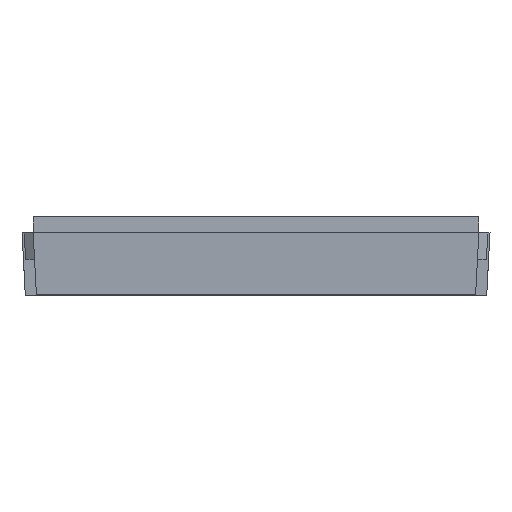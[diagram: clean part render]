
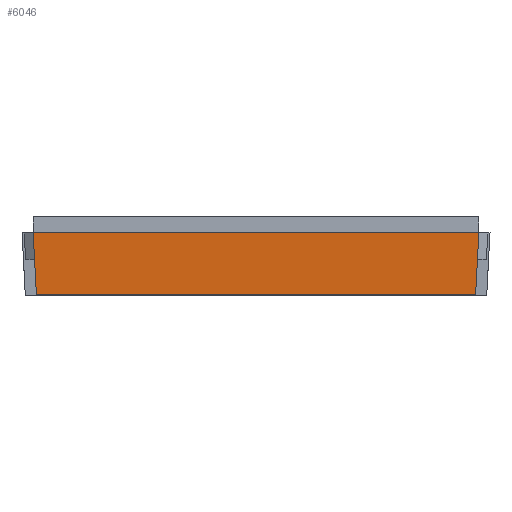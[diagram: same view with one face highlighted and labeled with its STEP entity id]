
A CAD part, top view. The second image highlights one B-rep face of the part: STEP entity #6046.
In plain terms, the highlighted free-form (B-spline) face has degree [1, 1] with [2, 2] control points.
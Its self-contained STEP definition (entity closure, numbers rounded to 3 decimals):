
#4310 = B_SPLINE_SURFACE_WITH_KNOTS('',1,1,(
    (#4311,#4312)
    ,(#4313,#4314
    )),.UNSPECIFIED.,.F.,.F.,.F.,(2,2),(2,2),(0.,1.),(0.,1.),
  .PIECEWISE_BEZIER_KNOTS.);
#4311 = CARTESIAN_POINT('',(-10.353,-2.8,0.147));
#4312 = CARTESIAN_POINT('',(10.353,-2.8,0.147));
#4313 = CARTESIAN_POINT('',(-10.353,-2.8,10.853));
#4314 = CARTESIAN_POINT('',(10.353,-2.8,10.853));
#4468 = VERTEX_POINT('',#4469);
#4469 = CARTESIAN_POINT('',(-9.853,-2.8,10.853));
#4482 = B_SPLINE_SURFACE_WITH_KNOTS('',1,1,(
    (#4483,#4484)
    ,(#4485,#4486
    )),.UNSPECIFIED.,.F.,.F.,.F.,(2,2),(2,2),(0.,1.),(0.,1.),
  .PIECEWISE_BEZIER_KNOTS.);
#4483 = CARTESIAN_POINT('',(-10.,0.,4.653));
#4484 = CARTESIAN_POINT('',(-10.,0.,11.));
#4485 = CARTESIAN_POINT('',(-9.853,-2.8,4.653));
#4486 = CARTESIAN_POINT('',(-9.853,-2.8,11.));
#4493 = EDGE_CURVE('',#4468,#4494,#4496,.T.);
#4494 = VERTEX_POINT('',#4495);
#4495 = CARTESIAN_POINT('',(9.853,-2.8,10.853));
#4496 = SURFACE_CURVE('',#4497,(#4501,#4507),.PCURVE_S1.);
#4497 = LINE('',#4498,#4499);
#4498 = CARTESIAN_POINT('',(-9.853,-2.8,10.853));
#4499 = VECTOR('',#4500,1.);
#4500 = DIRECTION('',(1.,0.,0.));
#4501 = PCURVE('',#4310,#4502);
#4502 = DEFINITIONAL_REPRESENTATION('',(#4503),#4506);
#4503 = B_SPLINE_CURVE_WITH_KNOTS('',1,(#4504,#4505),.UNSPECIFIED.,.F.,
  .F.,(2,2),(0.,19.707),.PIECEWISE_BEZIER_KNOTS.);
#4504 = CARTESIAN_POINT('',(1.,0.024));
#4505 = CARTESIAN_POINT('',(1.,0.976));
#4506 = ( GEOMETRIC_REPRESENTATION_CONTEXT(2) 
PARAMETRIC_REPRESENTATION_CONTEXT() REPRESENTATION_CONTEXT('2D SPACE',''
  ) );
#4507 = PCURVE('',#4508,#4513);
#4508 = B_SPLINE_SURFACE_WITH_KNOTS('',1,1,(
    (#4509,#4510)
    ,(#4511,#4512
    )),.UNSPECIFIED.,.F.,.F.,.F.,(2,2),(2,2),(0.,1.),(0.,1.),
  .PIECEWISE_BEZIER_KNOTS.);
#4509 = CARTESIAN_POINT('',(-10.12,0.,11.));
#4510 = CARTESIAN_POINT('',(10.12,0.,11.));
#4511 = CARTESIAN_POINT('',(-10.12,-2.8,10.853));
#4512 = CARTESIAN_POINT('',(10.12,-2.8,10.853));
#4513 = DEFINITIONAL_REPRESENTATION('',(#4514),#4517);
#4514 = B_SPLINE_CURVE_WITH_KNOTS('',1,(#4515,#4516),.UNSPECIFIED.,.F.,
  .F.,(2,2),(0.,19.707),.PIECEWISE_BEZIER_KNOTS.);
#4515 = CARTESIAN_POINT('',(1.,0.013));
#4516 = CARTESIAN_POINT('',(1.,0.987));
#4517 = ( GEOMETRIC_REPRESENTATION_CONTEXT(2) 
PARAMETRIC_REPRESENTATION_CONTEXT() REPRESENTATION_CONTEXT('2D SPACE',''
  ) );
#4534 = B_SPLINE_SURFACE_WITH_KNOTS('',1,1,(
    (#4535,#4536)
    ,(#4537,#4538
    )),.UNSPECIFIED.,.F.,.F.,.F.,(2,2),(2,2),(0.,1.),(0.,1.),
  .PIECEWISE_BEZIER_KNOTS.);
#4535 = CARTESIAN_POINT('',(9.853,-2.8,4.653));
#4536 = CARTESIAN_POINT('',(9.853,-2.8,11.));
#4537 = CARTESIAN_POINT('',(10.,0.,4.653));
#4538 = CARTESIAN_POINT('',(10.,0.,11.));
#5092 = EDGE_CURVE('',#4468,#5093,#5095,.T.);
#5093 = VERTEX_POINT('',#5094);
#5094 = CARTESIAN_POINT('',(-10.,0.,11.));
#5095 = SURFACE_CURVE('',#5096,(#5100,#5106),.PCURVE_S1.);
#5096 = LINE('',#5097,#5098);
#5097 = CARTESIAN_POINT('',(-9.853,-2.8,10.853));
#5098 = VECTOR('',#5099,1.);
#5099 = DIRECTION('',(-0.052,0.997,
    0.052));
#5100 = PCURVE('',#4482,#5101);
#5101 = DEFINITIONAL_REPRESENTATION('',(#5102),#5105);
#5102 = B_SPLINE_CURVE_WITH_KNOTS('',1,(#5103,#5104),.UNSPECIFIED.,.F.,
  .F.,(2,2),(0.,2.808),.PIECEWISE_BEZIER_KNOTS.);
#5103 = CARTESIAN_POINT('',(1.,0.977));
#5104 = CARTESIAN_POINT('',(0.,1.));
#5105 = ( GEOMETRIC_REPRESENTATION_CONTEXT(2) 
PARAMETRIC_REPRESENTATION_CONTEXT() REPRESENTATION_CONTEXT('2D SPACE',''
  ) );
#5106 = PCURVE('',#4508,#5107);
#5107 = DEFINITIONAL_REPRESENTATION('',(#5108),#5111);
#5108 = B_SPLINE_CURVE_WITH_KNOTS('',1,(#5109,#5110),.UNSPECIFIED.,.F.,
  .F.,(2,2),(0.,2.808),.PIECEWISE_BEZIER_KNOTS.);
#5109 = CARTESIAN_POINT('',(1.,0.013));
#5110 = CARTESIAN_POINT('',(0.,0.006));
#5111 = ( GEOMETRIC_REPRESENTATION_CONTEXT(2) 
PARAMETRIC_REPRESENTATION_CONTEXT() REPRESENTATION_CONTEXT('2D SPACE',''
  ) );
#5252 = B_SPLINE_SURFACE_WITH_KNOTS('',1,1,(
    (#5253,#5254)
    ,(#5255,#5256
    )),.UNSPECIFIED.,.F.,.F.,.F.,(2,2),(2,2),(0.,1.),(0.,1.),
  .PIECEWISE_BEZIER_KNOTS.);
#5253 = CARTESIAN_POINT('',(10.,0.,11.));
#5254 = CARTESIAN_POINT('',(10.,0.7,11.));
#5255 = CARTESIAN_POINT('',(-10.,0.,11.));
#5256 = CARTESIAN_POINT('',(-10.,0.7,11.));
#5315 = VERTEX_POINT('',#5316);
#5316 = CARTESIAN_POINT('',(10.,0.,11.));
#5340 = EDGE_CURVE('',#5093,#5315,#5341,.T.);
#5341 = SURFACE_CURVE('',#5342,(#5346,#5352),.PCURVE_S1.);
#5342 = LINE('',#5343,#5344);
#5343 = CARTESIAN_POINT('',(-10.,0.,11.));
#5344 = VECTOR('',#5345,1.);
#5345 = DIRECTION('',(1.,0.,0.));
#5346 = PCURVE('',#5252,#5347);
#5347 = DEFINITIONAL_REPRESENTATION('',(#5348),#5351);
#5348 = B_SPLINE_CURVE_WITH_KNOTS('',1,(#5349,#5350),.UNSPECIFIED.,.F.,
  .F.,(2,2),(0.,20.),.PIECEWISE_BEZIER_KNOTS.);
#5349 = CARTESIAN_POINT('',(1.,0.));
#5350 = CARTESIAN_POINT('',(0.,0.));
#5351 = ( GEOMETRIC_REPRESENTATION_CONTEXT(2) 
PARAMETRIC_REPRESENTATION_CONTEXT() REPRESENTATION_CONTEXT('2D SPACE',''
  ) );
#5352 = PCURVE('',#4508,#5353);
#5353 = DEFINITIONAL_REPRESENTATION('',(#5354),#5357);
#5354 = B_SPLINE_CURVE_WITH_KNOTS('',1,(#5355,#5356),.UNSPECIFIED.,.F.,
  .F.,(2,2),(0.,20.),.PIECEWISE_BEZIER_KNOTS.);
#5355 = CARTESIAN_POINT('',(0.,0.006));
#5356 = CARTESIAN_POINT('',(0.,0.994));
#5357 = ( GEOMETRIC_REPRESENTATION_CONTEXT(2) 
PARAMETRIC_REPRESENTATION_CONTEXT() REPRESENTATION_CONTEXT('2D SPACE',''
  ) );
#6005 = EDGE_CURVE('',#4494,#5315,#6006,.T.);
#6006 = SURFACE_CURVE('',#6007,(#6011,#6017),.PCURVE_S1.);
#6007 = LINE('',#6008,#6009);
#6008 = CARTESIAN_POINT('',(9.853,-2.8,10.853));
#6009 = VECTOR('',#6010,1.);
#6010 = DIRECTION('',(0.052,0.997,
    0.052));
#6011 = PCURVE('',#4534,#6012);
#6012 = DEFINITIONAL_REPRESENTATION('',(#6013),#6016);
#6013 = B_SPLINE_CURVE_WITH_KNOTS('',1,(#6014,#6015),.UNSPECIFIED.,.F.,
  .F.,(2,2),(0.,2.808),.PIECEWISE_BEZIER_KNOTS.);
#6014 = CARTESIAN_POINT('',(0.,0.977));
#6015 = CARTESIAN_POINT('',(1.,1.));
#6016 = ( GEOMETRIC_REPRESENTATION_CONTEXT(2) 
PARAMETRIC_REPRESENTATION_CONTEXT() REPRESENTATION_CONTEXT('2D SPACE',''
  ) );
#6017 = PCURVE('',#4508,#6018);
#6018 = DEFINITIONAL_REPRESENTATION('',(#6019),#6022);
#6019 = B_SPLINE_CURVE_WITH_KNOTS('',1,(#6020,#6021),.UNSPECIFIED.,.F.,
  .F.,(2,2),(0.,2.808),.PIECEWISE_BEZIER_KNOTS.);
#6020 = CARTESIAN_POINT('',(1.,0.987));
#6021 = CARTESIAN_POINT('',(0.,0.994));
#6022 = ( GEOMETRIC_REPRESENTATION_CONTEXT(2) 
PARAMETRIC_REPRESENTATION_CONTEXT() REPRESENTATION_CONTEXT('2D SPACE',''
  ) );
#6046 = ADVANCED_FACE('',(#6047),#4508,.T.);
#6047 = FACE_BOUND('',#6048,.T.);
#6048 = EDGE_LOOP('',(#6049,#6050,#6051,#6052));
#6049 = ORIENTED_EDGE('',*,*,#5340,.F.);
#6050 = ORIENTED_EDGE('',*,*,#5092,.F.);
#6051 = ORIENTED_EDGE('',*,*,#4493,.T.);
#6052 = ORIENTED_EDGE('',*,*,#6005,.T.);
